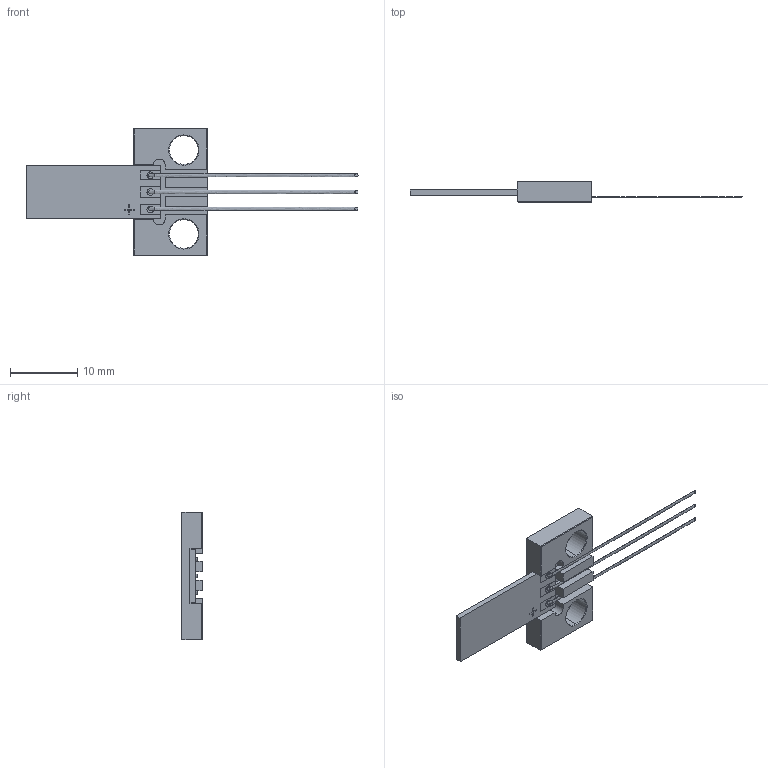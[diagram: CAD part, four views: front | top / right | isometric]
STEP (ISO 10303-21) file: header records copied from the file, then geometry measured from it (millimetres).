
FILE_DESCRIPTION (( 'STEP AP214' ), '1' );
FILE_NAME ('CTN014140.STEP', '2019-06-04T08:26:15', ( '' ), ( '' ), 'SwSTEP 2.0', 'SolidWorks 2018', '' );
FILE_SCHEMA (( 'AUTOMOTIVE_DESIGN' ));
Length unit declared in the file: millimetre
Products named in the file (1): CTN014140
Bounding box: 49.42 x 3 x 19 mm (x, y, z)
Volume: 552.1 mm3; surface area: 1169.4 mm2
Topology: 2 solids, 2 shells, 103 faces, 260 edges, 168 vertices
Faces by surface type: plane 74, cylinder 13, bspline 12, cone 4
Entity records: 4598 total; most frequent: CARTESIAN_POINT 982, ORIENTED_EDGE 520, DIRECTION 468, EDGE_CURVE 260, LINE 200, VECTOR 200, VERTEX_POINT 168, AXIS2_PLACEMENT_3D 134
